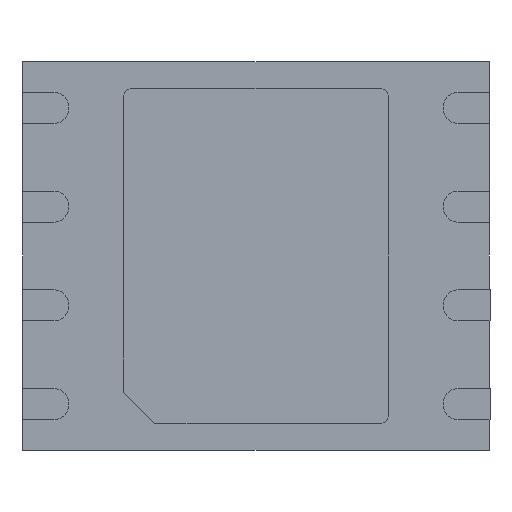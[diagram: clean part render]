
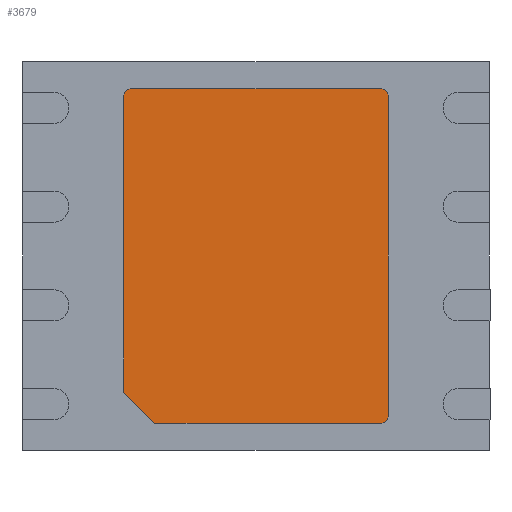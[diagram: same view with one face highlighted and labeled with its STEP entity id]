
A CAD part, front view. The second image highlights one B-rep face of the part: STEP entity #3679.
In plain terms, the highlighted planar face has unit normal (0, -1, 0).
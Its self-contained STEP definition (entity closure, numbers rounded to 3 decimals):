
#400=CIRCLE('',#3915,0.1);
#402=CIRCLE('',#3919,0.1);
#404=CIRCLE('',#3923,0.1);
#477=FACE_OUTER_BOUND('',#687,.T.);
#687=EDGE_LOOP('',(#2584,#2585,#2586,#2587,#2588,#2589,#2590,#2591));
#913=LINE('',#4860,#1264);
#917=LINE('',#4868,#1268);
#920=LINE('',#4874,#1271);
#924=LINE('',#4886,#1275);
#928=LINE('',#4898,#1279);
#1264=VECTOR('',#4147,1000.);
#1268=VECTOR('',#4153,1000.);
#1271=VECTOR('',#4158,1000.);
#1275=VECTOR('',#4170,1000.);
#1279=VECTOR('',#4182,1000.);
#1611=VERTEX_POINT('',#4858);
#1612=VERTEX_POINT('',#4859);
#1615=VERTEX_POINT('',#4867);
#1617=VERTEX_POINT('',#4873);
#1619=VERTEX_POINT('',#4879);
#1621=VERTEX_POINT('',#4885);
#1623=VERTEX_POINT('',#4891);
#1625=VERTEX_POINT('',#4897);
#1977=EDGE_CURVE('',#1611,#1612,#913,.T.);
#1981=EDGE_CURVE('',#1612,#1615,#917,.T.);
#1984=EDGE_CURVE('',#1615,#1617,#920,.T.);
#1987=EDGE_CURVE('',#1617,#1619,#400,.T.);
#1990=EDGE_CURVE('',#1619,#1621,#924,.T.);
#1993=EDGE_CURVE('',#1621,#1623,#402,.T.);
#1996=EDGE_CURVE('',#1623,#1625,#928,.T.);
#1999=EDGE_CURVE('',#1625,#1611,#404,.T.);
#2584=ORIENTED_EDGE('',*,*,#1977,.F.);
#2585=ORIENTED_EDGE('',*,*,#1999,.F.);
#2586=ORIENTED_EDGE('',*,*,#1996,.F.);
#2587=ORIENTED_EDGE('',*,*,#1993,.F.);
#2588=ORIENTED_EDGE('',*,*,#1990,.F.);
#2589=ORIENTED_EDGE('',*,*,#1987,.F.);
#2590=ORIENTED_EDGE('',*,*,#1984,.F.);
#2591=ORIENTED_EDGE('',*,*,#1981,.F.);
#3552=PLANE('',#3926);
#3679=ADVANCED_FACE('',(#477),#3552,.T.);
#3915=AXIS2_PLACEMENT_3D('',#4880,#4163,#4164);
#3919=AXIS2_PLACEMENT_3D('',#4892,#4175,#4176);
#3923=AXIS2_PLACEMENT_3D('',#4903,#4187,#4188);
#3926=AXIS2_PLACEMENT_3D('',#4906,#4193,#4194);
#4147=DIRECTION('',(-1.,0.,0.));
#4153=DIRECTION('',(-0.707,0.,0.707));
#4158=DIRECTION('',(0.,0.,1.));
#4163=DIRECTION('center_axis',(0.,1.,0.));
#4164=DIRECTION('ref_axis',(0.,0.,-1.));
#4170=DIRECTION('',(1.,0.,0.));
#4175=DIRECTION('center_axis',(0.,1.,0.));
#4176=DIRECTION('ref_axis',(0.,0.,-1.));
#4182=DIRECTION('',(0.,0.,-1.));
#4187=DIRECTION('center_axis',(0.,1.,0.));
#4188=DIRECTION('ref_axis',(0.,0.,-1.));
#4193=DIRECTION('center_axis',(0.,-1.,0.));
#4194=DIRECTION('ref_axis',(0.,0.,-1.));
#4858=CARTESIAN_POINT('',(1.6,0.,-2.15));
#4859=CARTESIAN_POINT('',(-1.3,0.,-2.15));
#4860=CARTESIAN_POINT('',(1.6,0.,-2.15));
#4867=CARTESIAN_POINT('',(-1.7,0.,-1.75));
#4868=CARTESIAN_POINT('',(-1.3,0.,-2.15));
#4873=CARTESIAN_POINT('',(-1.7,0.,2.05));
#4874=CARTESIAN_POINT('',(-1.7,0.,-1.75));
#4879=CARTESIAN_POINT('',(-1.6,0.,2.15));
#4880=CARTESIAN_POINT('Origin',(-1.6,0.,2.05));
#4885=CARTESIAN_POINT('',(1.6,0.,2.15));
#4886=CARTESIAN_POINT('',(1.6,0.,2.15));
#4891=CARTESIAN_POINT('',(1.7,0.,2.05));
#4892=CARTESIAN_POINT('Origin',(1.6,0.,2.05));
#4897=CARTESIAN_POINT('',(1.7,0.,-2.05));
#4898=CARTESIAN_POINT('',(1.7,0.,-2.05));
#4903=CARTESIAN_POINT('Origin',(1.6,0.,-2.05));
#4906=CARTESIAN_POINT('Origin',(-1.6,0.,2.05));
